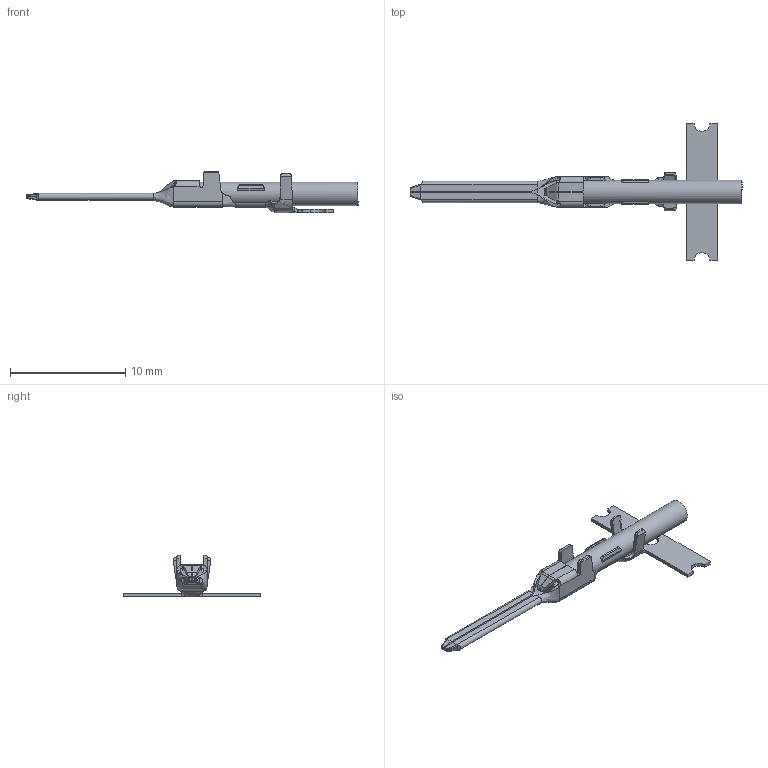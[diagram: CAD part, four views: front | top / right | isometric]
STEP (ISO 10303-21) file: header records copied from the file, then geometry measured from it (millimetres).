
FILE_DESCRIPTION( ('This file contains a STEP AP42 implementation' ,'as created by ZW3D STEP Interface translator.') ,'2;1' );
FILE_NAME( 'WD3810-MTD420XX01.stp' ,'231211.105935', (''), ('ZWCAD Software Co.'), 'Version 1.0', 'ZW3D to STEP translator', '' );
FILE_SCHEMA(('AUTOMOTIVE_DESIGN { 1 0 10303 214 1 1 1 1 }'));
Length unit declared in the file: millimetre
Products named in the file (2): 0; WD3810-MTD420XX01
Bounding box: 28.84 x 11.9 x 3.57 mm (x, y, z)
Volume: 87.3 mm3; surface area: 364.5 mm2
Topology: 1 solids, 1 shells, 228 faces, 630 edges, 400 vertices
Faces by surface type: plane 118, cylinder 67, bspline 43
Full cylindrical faces by diameter (mm): 1.373 x1, 2.044 x1
Entity records: 10068 total; most frequent: CARTESIAN_POINT 4388, ORIENTED_EDGE 1254, DIRECTION 948, EDGE_CURVE 627, VERTEX_POINT 400, VECTOR 364, LINE 364, AXIS2_PLACEMENT_3D 292
